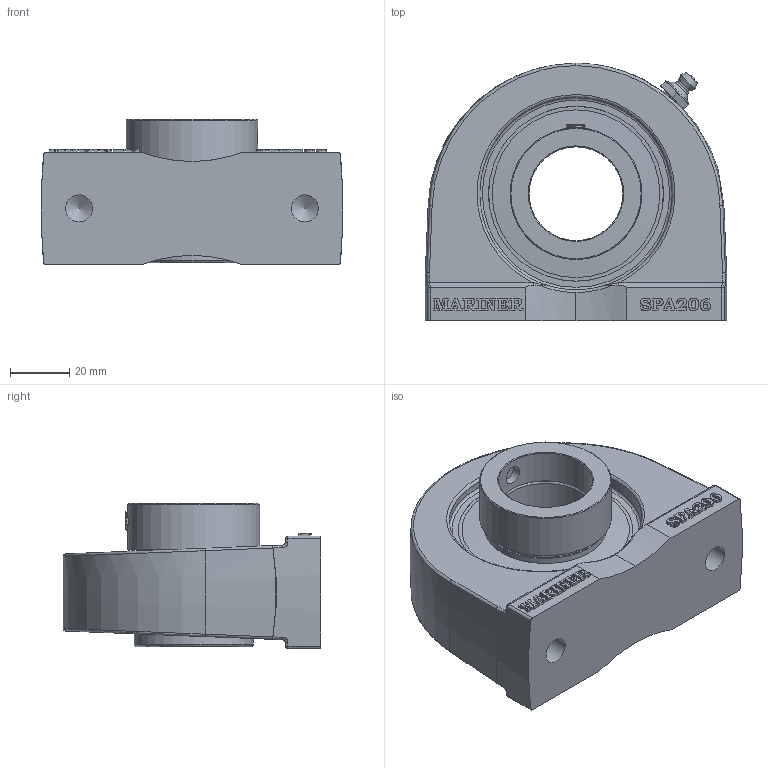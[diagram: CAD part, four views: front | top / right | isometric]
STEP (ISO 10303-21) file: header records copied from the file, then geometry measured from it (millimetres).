
FILE_DESCRIPTION(('HOOPS Exchange Step'),'2;1');
FILE_NAME('export-F9D64B2D-D40B-42CC-93EF-DAD15E562737.stp','2019-12-13T14:51:57-08:00',('ibuslach'),('Alibre'),'HOOPS Exchange 2019.2','Alibre','Unknown authorisation');
FILE_SCHEMA( ('AP242_MANAGED_MODEL_BASED_3D_ENGINEERING_MIM_LF {1 0 10303 442 1 1 4 }') );
Length unit declared in the file: centimetre
Products named in the file (8): ZERK 6mm; MRN SPA 206; SHC 206-20 Races; SHC 206-20 Flinger; SHC 206-20 Collar; SHC 206 SS; MRN SHC 206-20; MRN SHCPA 206-20
Assembly tree (7 placements, depth 3):
  MRN SHCPA 206-20
    ZERK 6mm
    MRN SPA 206
    MRN SHC 206-20
      SHC 206-20 Races
      SHC 206-20 Flinger
      SHC 206-20 Collar
      SHC 206 SS
Bounding box: 101.91 x 87 x 49.1 mm (x, y, z)
Volume: 182063.9 mm3; surface area: 60443.5 mm2
Topology: 17 solids, 18 shells, 684 faces, 1898 edges, 1241 vertices
Faces by surface type: plane 259, extrusion 252, cylinder 58, cone 36, bspline 31, sphere 26, torus 22
Full cylindrical faces by diameter (mm): 2.005 x2, 6 x2, 6.35 x2, 9.144 x2, 31.75 x2, 37.631 x1, 37.643 x1, 40.259 x4, 41.275 x2, 44.5 x1, 55.093 x2, 56.642 x4, 65.017 x2
Entity records: 30345 total; most frequent: CARTESIAN_POINT 13903, ORIENTED_EDGE 3721, DIRECTION 2584, EDGE_CURVE 1864, VERTEX_POINT 1241, VECTOR 1204, LINE 952, B_SPLINE_CURVE_WITH_KNOTS 874
